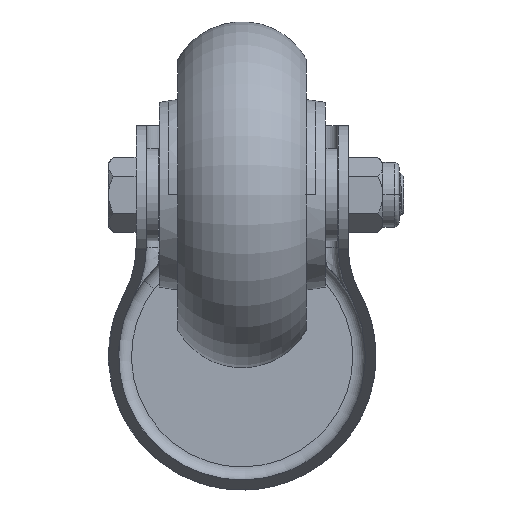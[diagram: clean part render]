
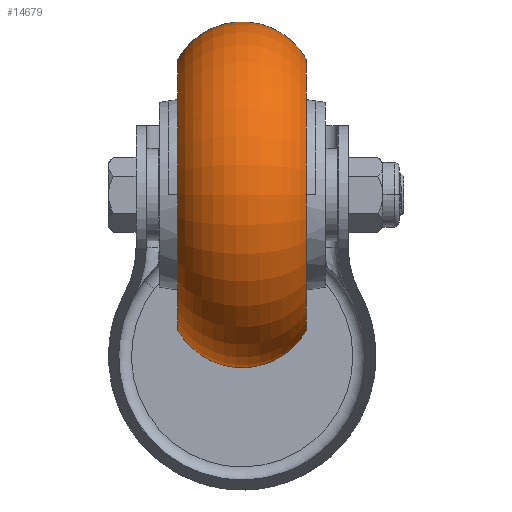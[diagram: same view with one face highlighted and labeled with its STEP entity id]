
A CAD part, front view. The second image highlights one B-rep face of the part: STEP entity #14679.
In plain terms, the highlighted toroidal (fillet/blend) face has major radius 21.5 mm and minor radius 16 mm.
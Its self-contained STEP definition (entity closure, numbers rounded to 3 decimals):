
#6451=CARTESIAN_POINT('',(13.922,0.,0.));
#6452=DIRECTION('',(-1.,0.,0.));
#6453=DIRECTION('',(0.,0.,-1.));
#6454=AXIS2_PLACEMENT_3D('',#6451,#6452,#6453);
#6456=CARTESIAN_POINT('',(-13.922,0.,0.));
#6457=DIRECTION('',(-1.,0.,0.));
#6458=DIRECTION('',(0.,0.,-1.));
#6459=AXIS2_PLACEMENT_3D('',#6456,#6457,#6458);
#6461=CARTESIAN_POINT('',(-13.922,0.,0.));
#6462=DIRECTION('',(-1.,0.,0.));
#6463=DIRECTION('',(0.,-1.,0.));
#6464=AXIS2_PLACEMENT_3D('',#6461,#6462,#6463);
#6466=CARTESIAN_POINT('',(13.922,0.,0.));
#6467=DIRECTION('',(-1.,0.,0.));
#6468=DIRECTION('',(0.,-1.,0.));
#6469=AXIS2_PLACEMENT_3D('',#6466,#6467,#6468);
#6491=CARTESIAN_POINT('',(0.,0.,21.5));
#6492=DIRECTION('',(0.,-1.,0.));
#6493=DIRECTION('',(0.87,0.,0.493));
#6494=AXIS2_PLACEMENT_3D('',#6491,#6492,#6493);
#6506=CARTESIAN_POINT('',(0.,0.,-21.5));
#6507=DIRECTION('',(0.,1.,0.));
#6508=DIRECTION('',(0.87,0.,-0.493));
#6509=AXIS2_PLACEMENT_3D('',#6506,#6507,#6508);
#6632=CARTESIAN_POINT('',(13.922,0.,-29.385));
#6633=CARTESIAN_POINT('',(13.922,-29.385,0.));
#6634=VERTEX_POINT('',#6632);
#6635=VERTEX_POINT('',#6633);
#6636=CARTESIAN_POINT('',(-13.922,0.,-29.385));
#6637=CARTESIAN_POINT('',(-13.922,-29.385,0.));
#6638=VERTEX_POINT('',#6636);
#6639=VERTEX_POINT('',#6637);
#6640=CARTESIAN_POINT('',(13.922,0.,29.385));
#6641=VERTEX_POINT('',#6640);
#6642=CARTESIAN_POINT('',(-13.922,0.,29.385));
#6643=VERTEX_POINT('',#6642);
#14661=CARTESIAN_POINT('',(0.,0.,0.));
#14662=DIRECTION('',(-1.,0.,0.));
#14663=DIRECTION('',(0.,0.,-1.));
#14664=AXIS2_PLACEMENT_3D('',#14661,#14662,#14663);
#14665=TOROIDAL_SURFACE('',#14664,21.5,16.);
#14667=ORIENTED_EDGE('',*,*,#14666,.F.);
#14669=ORIENTED_EDGE('',*,*,#14668,.T.);
#14671=ORIENTED_EDGE('',*,*,#14670,.T.);
#14672=ORIENTED_EDGE('',*,*,#14649,.T.);
#14674=ORIENTED_EDGE('',*,*,#14673,.F.);
#14676=ORIENTED_EDGE('',*,*,#14675,.F.);
#14677=EDGE_LOOP('',(#14667,#14669,#14671,#14672,#14674,#14676));
#14678=FACE_OUTER_BOUND('',#14677,.F.);
#14679=ADVANCED_FACE('',(#14678),#14665,.T.);
#6455=CIRCLE('',#6454,29.385);
#6460=CIRCLE('',#6459,29.385);
#6465=CIRCLE('',#6464,29.385);
#6470=CIRCLE('',#6469,29.385);
#6495=CIRCLE('',#6494,16.);
#6510=CIRCLE('',#6509,16.);
#14649=EDGE_CURVE('',#6639,#6643,#6465,.T.);
#14666=EDGE_CURVE('',#6634,#6635,#6455,.T.);
#14668=EDGE_CURVE('',#6634,#6638,#6510,.T.);
#14670=EDGE_CURVE('',#6638,#6639,#6460,.T.);
#14673=EDGE_CURVE('',#6641,#6643,#6495,.T.);
#14675=EDGE_CURVE('',#6635,#6641,#6470,.T.);
